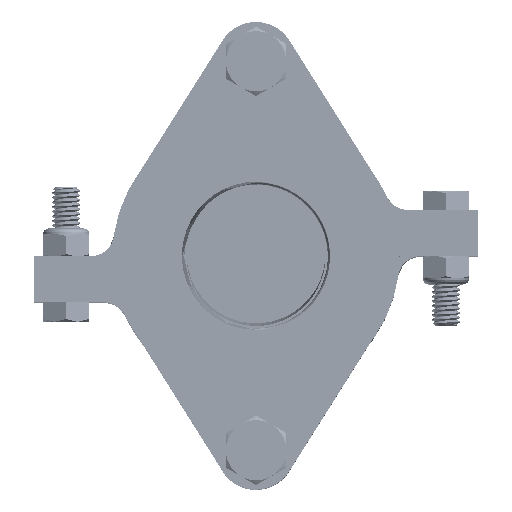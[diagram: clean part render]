
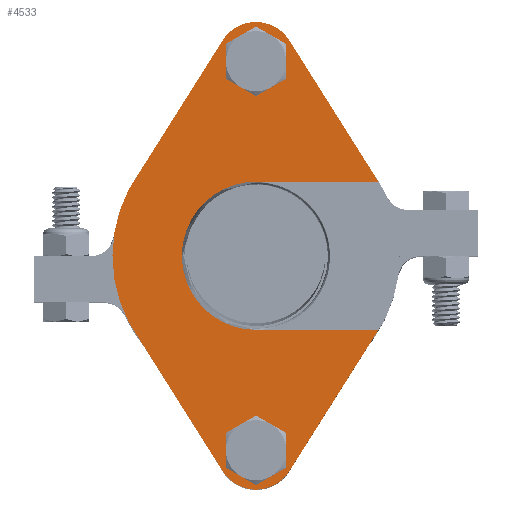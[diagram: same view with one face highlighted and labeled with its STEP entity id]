
A CAD part, top view. The second image highlights one B-rep face of the part: STEP entity #4533.
In plain terms, the highlighted free-form (B-spline) face has degree [1, 1] with [2, 2] control points.
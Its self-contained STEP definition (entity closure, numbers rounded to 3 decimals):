
#4333 = EDGE_CURVE('',#4334,#4336,#4338,.T.);
#4334 = VERTEX_POINT('',#4335);
#4335 = CARTESIAN_POINT('',(33.702,361.895,
    81.554));
#4336 = VERTEX_POINT('',#4337);
#4337 = CARTESIAN_POINT('',(0.,361.895,
    81.554));
#4338 = B_SPLINE_CURVE_WITH_KNOTS('',1,(#4339,#4340),.UNSPECIFIED.,.F.,
  .F.,(2,2),(-26.448,0.),.PIECEWISE_BEZIER_KNOTS.);
#4339 = CARTESIAN_POINT('',(33.702,361.895,
    81.554));
#4340 = CARTESIAN_POINT('',(0.,361.895,
    81.554));
#4369 = EDGE_CURVE('',#4370,#4372,#4374,.T.);
#4370 = VERTEX_POINT('',#4371);
#4371 = CARTESIAN_POINT('',(0.,402.671,
    81.554));
#4372 = VERTEX_POINT('',#4373);
#4373 = CARTESIAN_POINT('',(33.702,402.671,
    81.554));
#4374 = B_SPLINE_CURVE_WITH_KNOTS('',1,(#4375,#4376),.UNSPECIFIED.,.F.,
  .F.,(2,2),(-13.224,13.224),.PIECEWISE_BEZIER_KNOTS.);
#4375 = CARTESIAN_POINT('',(0.,402.671,
    81.554));
#4376 = CARTESIAN_POINT('',(33.702,402.671,
    81.554));
#4516 = EDGE_CURVE('',#4517,#4334,#4519,.T.);
#4517 = VERTEX_POINT('',#4518);
#4518 = CARTESIAN_POINT('',(9.161,322.985,
    81.554));
#4519 = B_SPLINE_CURVE_WITH_KNOTS('',1,(#4520,#4521),.UNSPECIFIED.,.F.,
  .F.,(2,2),(0.,36.1),.PIECEWISE_BEZIER_KNOTS.);
#4520 = CARTESIAN_POINT('',(9.161,322.985,
    81.554));
#4521 = CARTESIAN_POINT('',(33.702,361.895,
    81.554));
#4533 = ADVANCED_FACE('',(#4534,#4590,#4604),#4618,.T.);
#4534 = FACE_BOUND('',#4535,.T.);
#4535 = EDGE_LOOP('',(#4536,#4537,#4545,#4546,#4553,#4561,#4568,#4576,
    #4583,#4589));
#4536 = ORIENTED_EDGE('',*,*,#4333,.T.);
#4537 = ORIENTED_EDGE('',*,*,#4538,.T.);
#4538 = EDGE_CURVE('',#4336,#4370,#4539,.T.);
#4539 = ( BOUNDED_CURVE() B_SPLINE_CURVE(2,(#4540,#4541,#4542,#4543,
#4544),.UNSPECIFIED.,.F.,.F.) B_SPLINE_CURVE_WITH_KNOTS((3,2,3),(
    1.571,3.142,4.712),
.PIECEWISE_BEZIER_KNOTS.) CURVE() GEOMETRIC_REPRESENTATION_ITEM() 
RATIONAL_B_SPLINE_CURVE((1.,0.707,1.,0.707,1.)) 
REPRESENTATION_ITEM('') );
#4540 = CARTESIAN_POINT('',(0.,361.895,
    81.554));
#4541 = CARTESIAN_POINT('',(-20.388,361.895,
    81.554));
#4542 = CARTESIAN_POINT('',(-20.388,382.283,
    81.554));
#4543 = CARTESIAN_POINT('',(-20.388,402.671,
    81.554));
#4544 = CARTESIAN_POINT('',(0.,402.671,
    81.554));
#4545 = ORIENTED_EDGE('',*,*,#4369,.T.);
#4546 = ORIENTED_EDGE('',*,*,#4547,.T.);
#4547 = EDGE_CURVE('',#4372,#4548,#4550,.T.);
#4548 = VERTEX_POINT('',#4549);
#4549 = CARTESIAN_POINT('',(9.161,441.581,
    81.554));
#4550 = B_SPLINE_CURVE_WITH_KNOTS('',1,(#4551,#4552),.UNSPECIFIED.,.F.,
  .F.,(2,2),(-36.1,0.),.PIECEWISE_BEZIER_KNOTS.);
#4551 = CARTESIAN_POINT('',(33.702,402.671,
    81.554));
#4552 = CARTESIAN_POINT('',(9.161,441.581,
    81.554));
#4553 = ORIENTED_EDGE('',*,*,#4554,.T.);
#4554 = EDGE_CURVE('',#4548,#4555,#4557,.T.);
#4555 = VERTEX_POINT('',#4556);
#4556 = CARTESIAN_POINT('',(-9.161,441.581,
    81.554));
#4557 = ( BOUNDED_CURVE() B_SPLINE_CURVE(2,(#4558,#4559,#4560),
.UNSPECIFIED.,.F.,.F.) B_SPLINE_CURVE_WITH_KNOTS((3,3),(0.563,
2.579),.PIECEWISE_BEZIER_KNOTS.) CURVE() 
GEOMETRIC_REPRESENTATION_ITEM() RATIONAL_B_SPLINE_CURVE((1.,
0.533,1.)) REPRESENTATION_ITEM('') );
#4558 = CARTESIAN_POINT('',(9.161,441.581,
    81.554));
#4559 = CARTESIAN_POINT('',(0.,456.106,
    81.554));
#4560 = CARTESIAN_POINT('',(-9.161,441.581,
    81.554));
#4561 = ORIENTED_EDGE('',*,*,#4562,.T.);
#4562 = EDGE_CURVE('',#4555,#4563,#4565,.T.);
#4563 = VERTEX_POINT('',#4564);
#4564 = CARTESIAN_POINT('',(-34.954,400.686,
    81.554));
#4565 = B_SPLINE_CURVE_WITH_KNOTS('',1,(#4566,#4567),.UNSPECIFIED.,.F.,
  .F.,(2,2),(0.,37.943),.PIECEWISE_BEZIER_KNOTS.);
#4566 = CARTESIAN_POINT('',(-9.161,441.581,
    81.554));
#4567 = CARTESIAN_POINT('',(-34.954,400.686,
    81.554));
#4568 = ORIENTED_EDGE('',*,*,#4569,.T.);
#4569 = EDGE_CURVE('',#4563,#4570,#4572,.T.);
#4570 = VERTEX_POINT('',#4571);
#4571 = CARTESIAN_POINT('',(-34.954,363.88,
    81.554));
#4572 = ( BOUNDED_CURVE() B_SPLINE_CURVE(2,(#4573,#4574,#4575),
.UNSPECIFIED.,.F.,.F.) B_SPLINE_CURVE_WITH_KNOTS((3,3),(2.657,
3.626),.PIECEWISE_BEZIER_KNOTS.) CURVE() 
GEOMETRIC_REPRESENTATION_ITEM() RATIONAL_B_SPLINE_CURVE((1.,
0.885,1.)) REPRESENTATION_ITEM('') );
#4573 = CARTESIAN_POINT('',(-34.954,400.686,
    81.554));
#4574 = CARTESIAN_POINT('',(-44.643,382.283,
    81.554));
#4575 = CARTESIAN_POINT('',(-34.954,363.88,
    81.554));
#4576 = ORIENTED_EDGE('',*,*,#4577,.T.);
#4577 = EDGE_CURVE('',#4570,#4578,#4580,.T.);
#4578 = VERTEX_POINT('',#4579);
#4579 = CARTESIAN_POINT('',(-9.161,322.985,
    81.554));
#4580 = B_SPLINE_CURVE_WITH_KNOTS('',1,(#4581,#4582),.UNSPECIFIED.,.F.,
  .F.,(2,2),(-37.943,0.),.PIECEWISE_BEZIER_KNOTS.);
#4581 = CARTESIAN_POINT('',(-34.954,363.88,
    81.554));
#4582 = CARTESIAN_POINT('',(-9.161,322.985,
    81.554));
#4583 = ORIENTED_EDGE('',*,*,#4584,.T.);
#4584 = EDGE_CURVE('',#4578,#4517,#4585,.T.);
#4585 = ( BOUNDED_CURVE() B_SPLINE_CURVE(2,(#4586,#4587,#4588),
.UNSPECIFIED.,.F.,.F.) B_SPLINE_CURVE_WITH_KNOTS((3,3),(3.704,
5.72),.PIECEWISE_BEZIER_KNOTS.) CURVE() 
GEOMETRIC_REPRESENTATION_ITEM() RATIONAL_B_SPLINE_CURVE((1.,
0.533,1.)) REPRESENTATION_ITEM('') );
#4586 = CARTESIAN_POINT('',(-9.161,322.985,
    81.554));
#4587 = CARTESIAN_POINT('',(0.,308.46,
    81.554));
#4588 = CARTESIAN_POINT('',(9.161,322.985,
    81.554));
#4589 = ORIENTED_EDGE('',*,*,#4516,.T.);
#4590 = FACE_BOUND('',#4591,.T.);
#4591 = EDGE_LOOP('',(#4592));
#4592 = ORIENTED_EDGE('',*,*,#4593,.T.);
#4593 = EDGE_CURVE('',#4594,#4594,#4596,.T.);
#4594 = VERTEX_POINT('',#4595);
#4595 = CARTESIAN_POINT('',(-5.097,435.803,
    81.554));
#4596 = ( BOUNDED_CURVE() B_SPLINE_CURVE(2,(#4597,#4598,#4599,#4600,
#4601,#4602,#4603),.UNSPECIFIED.,.T.,.F.) B_SPLINE_CURVE_WITH_KNOTS((3,2
    ,2,3),(3.142,5.236,7.33,9.425),
.PIECEWISE_BEZIER_KNOTS.) CURVE() GEOMETRIC_REPRESENTATION_ITEM() 
RATIONAL_B_SPLINE_CURVE((1.,0.5,1.,0.5,1.,0.5,1.)) REPRESENTATION_ITEM(
  '') );
#4597 = CARTESIAN_POINT('',(-5.097,435.803,
    81.554));
#4598 = CARTESIAN_POINT('',(-5.097,444.631,
    81.554));
#4599 = CARTESIAN_POINT('',(2.549,440.217,
    81.554));
#4600 = CARTESIAN_POINT('',(10.194,435.803,
    81.554));
#4601 = CARTESIAN_POINT('',(2.549,431.388,
    81.554));
#4602 = CARTESIAN_POINT('',(-5.097,426.974,
    81.554));
#4603 = CARTESIAN_POINT('',(-5.097,435.803,
    81.554));
#4604 = FACE_BOUND('',#4605,.T.);
#4605 = EDGE_LOOP('',(#4606));
#4606 = ORIENTED_EDGE('',*,*,#4607,.T.);
#4607 = EDGE_CURVE('',#4608,#4608,#4610,.T.);
#4608 = VERTEX_POINT('',#4609);
#4609 = CARTESIAN_POINT('',(-5.097,328.763,
    81.554));
#4610 = ( BOUNDED_CURVE() B_SPLINE_CURVE(2,(#4611,#4612,#4613,#4614,
#4615,#4616,#4617),.UNSPECIFIED.,.T.,.F.) B_SPLINE_CURVE_WITH_KNOTS((3,2
    ,2,3),(3.142,5.236,7.33,9.425),
.PIECEWISE_BEZIER_KNOTS.) CURVE() GEOMETRIC_REPRESENTATION_ITEM() 
RATIONAL_B_SPLINE_CURVE((1.,0.5,1.,0.5,1.,0.5,1.)) REPRESENTATION_ITEM(
  '') );
#4611 = CARTESIAN_POINT('',(-5.097,328.763,
    81.554));
#4612 = CARTESIAN_POINT('',(-5.097,337.592,
    81.554));
#4613 = CARTESIAN_POINT('',(2.549,333.178,
    81.554));
#4614 = CARTESIAN_POINT('',(10.194,328.763,
    81.554));
#4615 = CARTESIAN_POINT('',(2.549,324.349,
    81.554));
#4616 = CARTESIAN_POINT('',(-5.097,319.935,
    81.554));
#4617 = CARTESIAN_POINT('',(-5.097,328.763,
    81.554));
#4618 = B_SPLINE_SURFACE_WITH_KNOTS('',1,1,(
    (#4619,#4620)
    ,(#4621,#4622
    )),.UNSPECIFIED.,.F.,.F.,.F.,(2,2),(2,2),(-31.,26.448),(
    -50.5,50.5),.PIECEWISE_BEZIER_KNOTS.);
#4619 = CARTESIAN_POINT('',(-39.503,317.932,
    81.554));
#4620 = CARTESIAN_POINT('',(-39.503,446.634,
    81.554));
#4621 = CARTESIAN_POINT('',(33.702,317.932,
    81.554));
#4622 = CARTESIAN_POINT('',(33.702,446.634,
    81.554));
